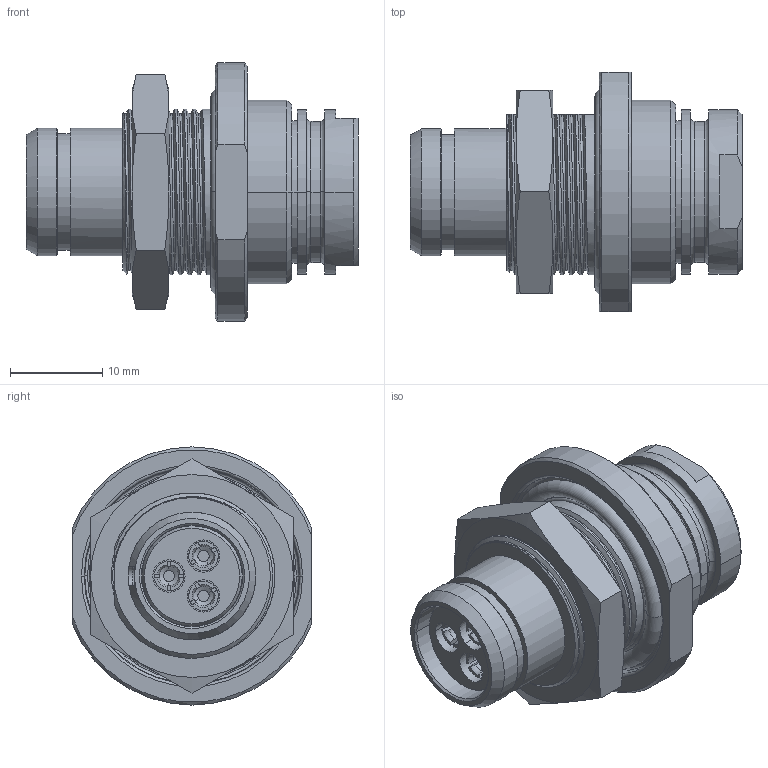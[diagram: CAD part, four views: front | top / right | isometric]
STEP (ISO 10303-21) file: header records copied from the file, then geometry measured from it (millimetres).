
FILE_DESCRIPTION((''),'2;1');
FILE_NAME('1332EVR103FZ','2024-07-24T10:25:45',('paultorloting'),('NET AG system integration'),'CREO PARAMETRIC BY PTC INC, 2021404','CREO PARAMETRIC BY PTC INC, 2021404','');
FILE_SCHEMA(('AUTOMOTIVE_DESIGN { 1 0 10303 214 1 1 1 1 }'));
Length unit declared in the file: millimetre
Products named in the file (1): 1332EVR103FZ
Bounding box: 36 x 26 x 28 mm (x, y, z)
Volume: 7124.5 mm3; surface area: 7996.9 mm2
Topology: 1 solids, 1 shells, 467 faces, 1253 edges, 806 vertices
Faces by surface type: plane 238, cylinder 111, cone 54, torus 35, bspline 29
Entity records: 22181 total; most frequent: CARTESIAN_POINT 8202, ORIENTED_EDGE 2494, DIRECTION 2303, EDGE_CURVE 1247, AXIS2_PLACEMENT_3D 827, VERTEX_POINT 806, VECTOR 646, LINE 646
